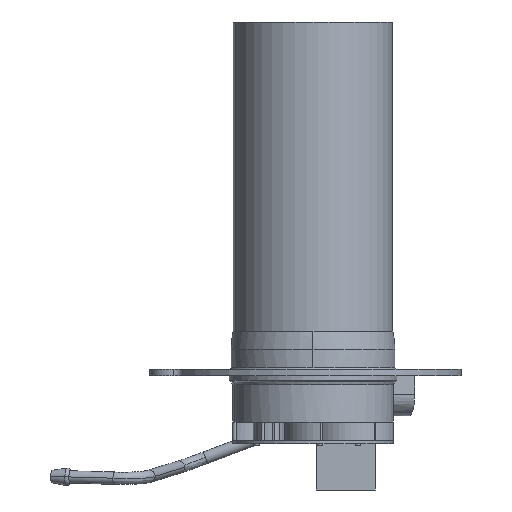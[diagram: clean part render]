
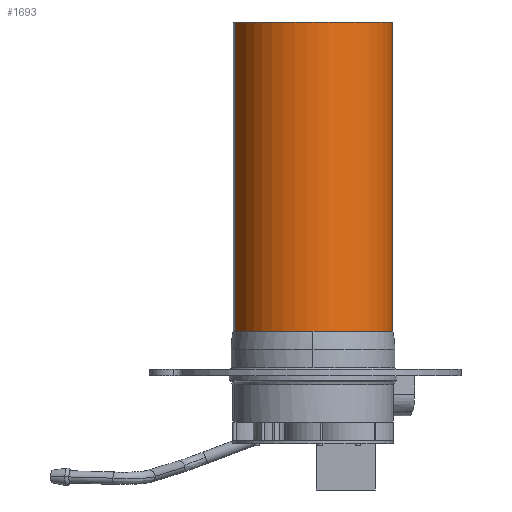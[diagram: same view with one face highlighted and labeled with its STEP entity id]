
A CAD part, front view. The second image highlights one B-rep face of the part: STEP entity #1693.
In plain terms, the highlighted free-form (B-spline) face has degree [2, 1] with [5, 2] control points.
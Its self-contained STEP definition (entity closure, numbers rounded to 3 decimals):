
#1594 = VERTEX_POINT('',#1595);
#1595 = CARTESIAN_POINT('',(32.286,8.384,
    145.347));
#1596 = VERTEX_POINT('',#1597);
#1597 = CARTESIAN_POINT('',(-32.286,-8.384,
    145.347));
#1605 = EDGE_CURVE('',#1594,#1606,#1608,.T.);
#1606 = VERTEX_POINT('',#1607);
#1607 = CARTESIAN_POINT('',(32.286,8.384,
    16.057));
#1608 = B_SPLINE_CURVE_WITH_KNOTS('',1,(#1609,#1610),.UNSPECIFIED.,.F.,
  .F.,(2,2),(-0.,100.),.PIECEWISE_BEZIER_KNOTS.);
#1609 = CARTESIAN_POINT('',(32.286,8.384,
    145.347));
#1610 = CARTESIAN_POINT('',(32.286,8.384,
    16.057));
#1613 = VERTEX_POINT('',#1614);
#1614 = CARTESIAN_POINT('',(-32.286,-8.384,
    16.057));
#1622 = EDGE_CURVE('',#1596,#1613,#1623,.T.);
#1623 = B_SPLINE_CURVE_WITH_KNOTS('',1,(#1624,#1625),.UNSPECIFIED.,.F.,
  .F.,(2,2),(-0.,100.),.PIECEWISE_BEZIER_KNOTS.);
#1624 = CARTESIAN_POINT('',(-32.286,-8.384,
    145.347));
#1625 = CARTESIAN_POINT('',(-32.286,-8.384,
    16.057));
#1641 = EDGE_CURVE('',#1596,#1594,#1642,.T.);
#1642 = ( BOUNDED_CURVE() B_SPLINE_CURVE(2,(#1643,#1644,#1645,#1646,
#1647),.UNSPECIFIED.,.F.,.F.) B_SPLINE_CURVE_WITH_KNOTS((3,2,3),(
    3.142,4.712,6.283),
.PIECEWISE_BEZIER_KNOTS.) CURVE() GEOMETRIC_REPRESENTATION_ITEM() 
RATIONAL_B_SPLINE_CURVE((1.,0.707,1.,0.707,1.)) 
REPRESENTATION_ITEM('') );
#1643 = CARTESIAN_POINT('',(-32.286,-8.384,
    145.347));
#1644 = CARTESIAN_POINT('',(-23.902,-40.67,
    145.347));
#1645 = CARTESIAN_POINT('',(8.384,-32.286,
    145.347));
#1646 = CARTESIAN_POINT('',(40.67,-23.902,
    145.347));
#1647 = CARTESIAN_POINT('',(32.286,8.384,
    145.347));
#1669 = EDGE_CURVE('',#1613,#1606,#1670,.T.);
#1670 = ( BOUNDED_CURVE() B_SPLINE_CURVE(2,(#1671,#1672,#1673,#1674,
#1675),.UNSPECIFIED.,.F.,.F.) B_SPLINE_CURVE_WITH_KNOTS((3,2,3),(
    3.142,4.712,6.283),
.PIECEWISE_BEZIER_KNOTS.) CURVE() GEOMETRIC_REPRESENTATION_ITEM() 
RATIONAL_B_SPLINE_CURVE((1.,0.707,1.,0.707,1.)) 
REPRESENTATION_ITEM('') );
#1671 = CARTESIAN_POINT('',(-32.286,-8.384,
    16.057));
#1672 = CARTESIAN_POINT('',(-23.902,-40.67,
    16.057));
#1673 = CARTESIAN_POINT('',(8.384,-32.286,
    16.057));
#1674 = CARTESIAN_POINT('',(40.67,-23.902,
    16.057));
#1675 = CARTESIAN_POINT('',(32.286,8.384,
    16.057));
#1693 = ADVANCED_FACE('',(#1694),#1700,.T.);
#1694 = FACE_BOUND('',#1695,.T.);
#1695 = EDGE_LOOP('',(#1696,#1697,#1698,#1699));
#1696 = ORIENTED_EDGE('',*,*,#1605,.F.);
#1697 = ORIENTED_EDGE('',*,*,#1641,.F.);
#1698 = ORIENTED_EDGE('',*,*,#1622,.T.);
#1699 = ORIENTED_EDGE('',*,*,#1669,.T.);
#1700 = ( BOUNDED_SURFACE() B_SPLINE_SURFACE(2,1,(
    (#1701,#1702)
    ,(#1703,#1704)
    ,(#1705,#1706)
    ,(#1707,#1708)
    ,(#1709,#1710
)),.UNSPECIFIED.,.F.,.F.,.F.) B_SPLINE_SURFACE_WITH_KNOTS((3,2,3),(2,2),
  (3.142,4.712,6.283),(0.,100.),
.PIECEWISE_BEZIER_KNOTS.) GEOMETRIC_REPRESENTATION_ITEM() 
RATIONAL_B_SPLINE_SURFACE((
    (1.,1.)
    ,(0.707,0.707)
    ,(1.,1.)
    ,(0.707,0.707)
,(1.,1.))) REPRESENTATION_ITEM('') SURFACE() );
#1701 = CARTESIAN_POINT('',(32.286,8.384,
    145.347));
#1702 = CARTESIAN_POINT('',(32.286,8.384,
    16.057));
#1703 = CARTESIAN_POINT('',(40.67,-23.902,
    145.347));
#1704 = CARTESIAN_POINT('',(40.67,-23.902,
    16.057));
#1705 = CARTESIAN_POINT('',(8.384,-32.286,
    145.347));
#1706 = CARTESIAN_POINT('',(8.384,-32.286,
    16.057));
#1707 = CARTESIAN_POINT('',(-23.902,-40.67,
    145.347));
#1708 = CARTESIAN_POINT('',(-23.902,-40.67,
    16.057));
#1709 = CARTESIAN_POINT('',(-32.286,-8.384,
    145.347));
#1710 = CARTESIAN_POINT('',(-32.286,-8.384,
    16.057));
